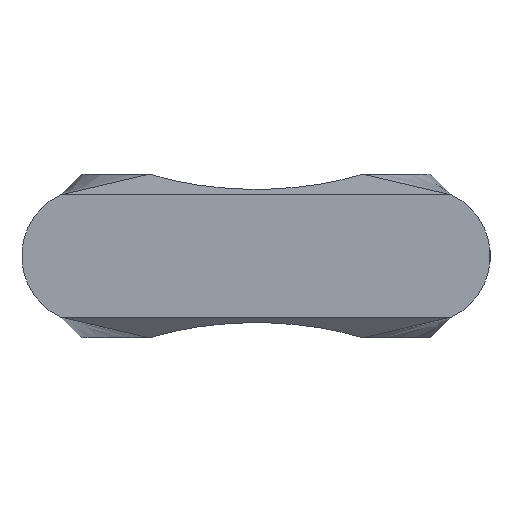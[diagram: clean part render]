
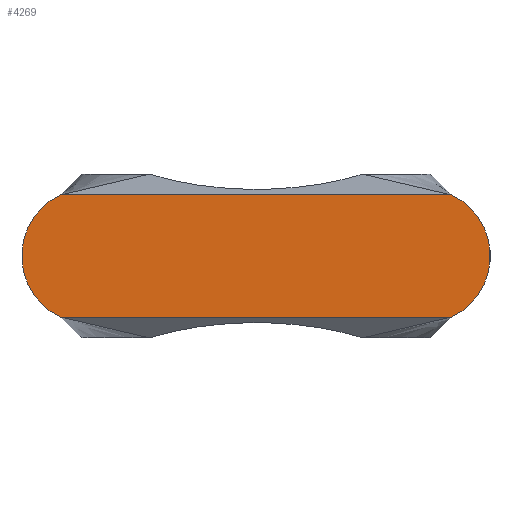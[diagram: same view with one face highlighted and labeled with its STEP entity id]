
A CAD part, front view. The second image highlights one B-rep face of the part: STEP entity #4269.
In plain terms, the highlighted planar face has unit normal (0, -1, 0).
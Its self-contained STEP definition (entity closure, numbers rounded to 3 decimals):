
#352 = CARTESIAN_POINT ( 'NONE',  ( 35.687, -55.702, -11.112 ) ) ;
#683 = CARTESIAN_POINT ( 'NONE',  ( 30.34, -55.702, 0. ) ) ;
#744 = ORIENTED_EDGE ( 'NONE', *, *, #5544, .T. ) ;
#802 = CARTESIAN_POINT ( 'NONE',  ( 35.687, -55.702, 11.112 ) ) ;
#1079 = CARTESIAN_POINT ( 'NONE',  ( -35.687, -55.702, -11.112 ) ) ;
#1133 = CARTESIAN_POINT ( 'NONE',  ( -35.687, -55.702, 11.113 ) ) ;
#1418 = VERTEX_POINT ( 'NONE', #1133 ) ;
#1483 = DIRECTION ( 'NONE',  ( 0., 0., 1. ) ) ;
#1643 = LINE ( 'NONE', #7172, #5978 ) ;
#2089 = ORIENTED_EDGE ( 'NONE', *, *, #4894, .T. ) ;
#2155 = CARTESIAN_POINT ( 'NONE',  ( -30.34, -55.702, 0. ) ) ;
#2826 = CIRCLE ( 'NONE', #8692, 12.332 ) ;
#2983 = DIRECTION ( 'NONE',  ( 0., 0., 1. ) ) ;
#3413 = ORIENTED_EDGE ( 'NONE', *, *, #9087, .T. ) ;
#4067 = VERTEX_POINT ( 'NONE', #1079 ) ;
#4132 = EDGE_CURVE ( 'NONE', #4356, #1418, #1643, .T. ) ;
#4269 = ADVANCED_FACE ( 'NONE', ( #6454 ), #8560, .T. ) ;
#4356 = VERTEX_POINT ( 'NONE', #802 ) ;
#4508 = CIRCLE ( 'NONE', #9230, 12.332 ) ;
#4631 = DIRECTION ( 'NONE',  ( 0., -1., 0. ) ) ;
#4894 = EDGE_CURVE ( 'NONE', #1418, #4067, #4508, .T. ) ;
#5226 = DIRECTION ( 'NONE',  ( -1., 0., 0. ) ) ;
#5544 = EDGE_CURVE ( 'NONE', #4067, #8414, #10624, .T. ) ;
#5978 = VECTOR ( 'NONE', #5226, 1000. ) ;
#6405 = DIRECTION ( 'NONE',  ( 0., -1., 0. ) ) ;
#6454 = FACE_OUTER_BOUND ( 'NONE', #6811, .T. ) ;
#6811 = EDGE_LOOP ( 'NONE', ( #3413, #7781, #2089, #744 ) ) ;
#7172 = CARTESIAN_POINT ( 'NONE',  ( 35.687, -55.702, 11.112 ) ) ;
#7781 = ORIENTED_EDGE ( 'NONE', *, *, #4132, .T. ) ;
#7878 = DIRECTION ( 'NONE',  ( 0., -1., 0. ) ) ;
#8414 = VERTEX_POINT ( 'NONE', #352 ) ;
#8453 = VECTOR ( 'NONE', #10383, 1000. ) ;
#8560 = PLANE ( 'NONE',  #9984 ) ;
#8692 = AXIS2_PLACEMENT_3D ( 'NONE', #683, #6405, #1483 ) ;
#9087 = EDGE_CURVE ( 'NONE', #8414, #4356, #2826, .T. ) ;
#9230 = AXIS2_PLACEMENT_3D ( 'NONE', #2155, #7878, #2983 ) ;
#9508 = CARTESIAN_POINT ( 'NONE',  ( 30.34, -55.702, 0. ) ) ;
#9549 = CARTESIAN_POINT ( 'NONE',  ( -35.687, -55.702, -11.112 ) ) ;
#9984 = AXIS2_PLACEMENT_3D ( 'NONE', #9508, #4631, #10341 ) ;
#10341 = DIRECTION ( 'NONE',  ( 0., 0., 1. ) ) ;
#10383 = DIRECTION ( 'NONE',  ( 1., 0., 0. ) ) ;
#10624 = LINE ( 'NONE', #9549, #8453 ) ;
